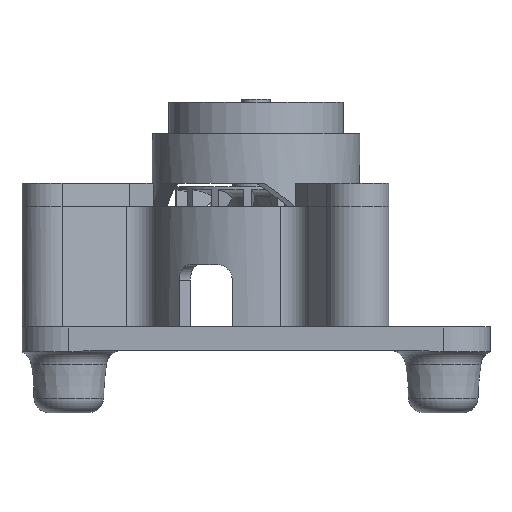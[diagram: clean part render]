
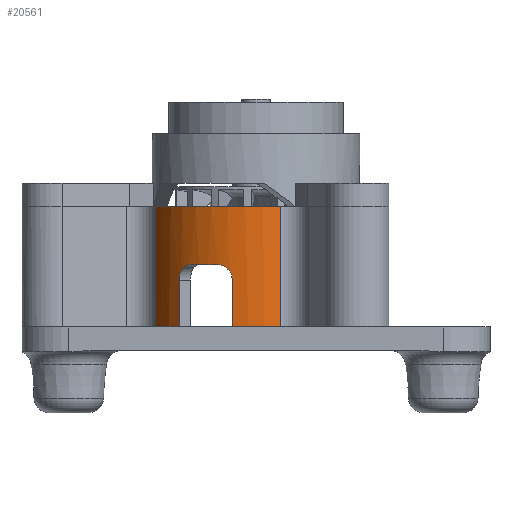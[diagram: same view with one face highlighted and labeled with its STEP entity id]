
A CAD part, left-side view. The second image highlights one B-rep face of the part: STEP entity #20561.
In plain terms, the highlighted cylindrical face has radius 6.75 mm (diameter 13.5 mm), a partial arc.
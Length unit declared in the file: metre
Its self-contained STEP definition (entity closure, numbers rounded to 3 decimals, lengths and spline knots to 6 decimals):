
#1236=LINE('',#38824,#2324);
#1237=LINE('',#38826,#2325);
#1238=LINE('',#38830,#2326);
#1239=LINE('',#38831,#2327);
#2324=VECTOR('',#27138,1.);
#2325=VECTOR('',#27139,1.);
#2326=VECTOR('',#27142,1.);
#2327=VECTOR('',#27143,1.);
#3080=CYLINDRICAL_SURFACE('',#22540,0.00675);
#3910=B_SPLINE_CURVE_WITH_KNOTS('',3,(#38833,#38834,#38835,#38836,#38837),
 .UNSPECIFIED.,.F.,.F.,(4,1,4),(0.,0.5,1.),.UNSPECIFIED.);
#3911=B_SPLINE_CURVE_WITH_KNOTS('',3,(#38841,#38842,#38843,#38844,#38845),
 .UNSPECIFIED.,.F.,.F.,(4,1,4),(0.,0.5,1.),.UNSPECIFIED.);
#9256=ORIENTED_EDGE('',*,*,#13159,.F.);
#9257=ORIENTED_EDGE('',*,*,#13139,.T.);
#9258=ORIENTED_EDGE('',*,*,#13160,.T.);
#9259=ORIENTED_EDGE('',*,*,#13161,.F.);
#9260=ORIENTED_EDGE('',*,*,#13162,.T.);
#9261=ORIENTED_EDGE('',*,*,#13073,.T.);
#9262=ORIENTED_EDGE('',*,*,#13163,.T.);
#9263=ORIENTED_EDGE('',*,*,#13164,.T.);
#9264=ORIENTED_EDGE('',*,*,#13165,.F.);
#9265=ORIENTED_EDGE('',*,*,#13166,.F.);
#13073=EDGE_CURVE('',#15459,#15458,#16923,.T.);
#13139=EDGE_CURVE('',#15524,#15523,#16965,.T.);
#13159=EDGE_CURVE('',#15524,#15533,#1236,.T.);
#13160=EDGE_CURVE('',#15523,#15534,#1237,.F.);
#13161=EDGE_CURVE('',#15535,#15534,#16969,.T.);
#13162=EDGE_CURVE('',#15535,#15459,#1238,.T.);
#13163=EDGE_CURVE('',#15458,#15536,#1239,.T.);
#13164=EDGE_CURVE('',#15536,#15537,#3910,.T.);
#13165=EDGE_CURVE('',#15538,#15537,#16970,.T.);
#13166=EDGE_CURVE('',#15533,#15538,#3911,.T.);
#15458=VERTEX_POINT('',#38646);
#15459=VERTEX_POINT('',#38648);
#15523=VERTEX_POINT('',#38777);
#15524=VERTEX_POINT('',#38779);
#15533=VERTEX_POINT('',#38825);
#15534=VERTEX_POINT('',#38827);
#15535=VERTEX_POINT('',#38829);
#15536=VERTEX_POINT('',#38832);
#15537=VERTEX_POINT('',#38838);
#15538=VERTEX_POINT('',#38840);
#16923=CIRCLE('',#22489,0.00675);
#16965=CIRCLE('',#22531,0.00675);
#16969=CIRCLE('',#22541,0.00675);
#16970=CIRCLE('',#22542,0.00675);
#18080=EDGE_LOOP('',(#9256,#9257,#9258,#9259,#9260,#9261,#9262,#9263,#9264,
#9265));
#19268=FACE_BOUND('',#18080,.T.);
#20561=ADVANCED_FACE('',(#19268),#3080,.T.);
#22489=AXIS2_PLACEMENT_3D('',#38647,#26997,#26998);
#22531=AXIS2_PLACEMENT_3D('',#38778,#27105,#27106);
#22540=AXIS2_PLACEMENT_3D('',#38823,#27136,#27137);
#22541=AXIS2_PLACEMENT_3D('',#38828,#27140,#27141);
#22542=AXIS2_PLACEMENT_3D('',#38839,#27144,#27145);
#26997=DIRECTION('',(0.,0.,1.));
#26998=DIRECTION('',(1.,0.,0.));
#27105=DIRECTION('',(0.,0.,1.));
#27106=DIRECTION('',(1.,0.,0.));
#27136=DIRECTION('',(0.,0.,-1.));
#27137=DIRECTION('',(-1.,0.,0.));
#27138=DIRECTION('',(0.,0.,1.));
#27139=DIRECTION('',(0.,0.,-1.));
#27140=DIRECTION('',(0.,0.,1.));
#27141=DIRECTION('',(1.,0.,0.));
#27142=DIRECTION('',(0.,0.,-1.));
#27143=DIRECTION('',(0.,0.,1.));
#27144=DIRECTION('',(0.,0.,-1.));
#27145=DIRECTION('',(-1.,0.,0.));
#38646=CARTESIAN_POINT('',(-0.004606,0.004935,0.0015));
#38647=CARTESIAN_POINT('',(0.,0.,0.0015));
#38648=CARTESIAN_POINT('',(-0.001927,0.006469,0.0015));
#38777=CARTESIAN_POINT('',(-0.006566,-0.001565,0.0015));
#38778=CARTESIAN_POINT('',(0.,0.,0.0015));
#38779=CARTESIAN_POINT('',(-0.006576,0.001521,0.0015));
#38823=CARTESIAN_POINT('',(0.,0.,0.0015));
#38824=CARTESIAN_POINT('',(-0.006576,0.001521,0.0035));
#38825=CARTESIAN_POINT('',(-0.006576,0.001521,0.0045));
#38826=CARTESIAN_POINT('',(-0.006566,-0.001565,0.0015));
#38827=CARTESIAN_POINT('',(-0.006566,-0.001565,0.0092));
#38828=CARTESIAN_POINT('',(0.,0.,0.0092));
#38829=CARTESIAN_POINT('',(-0.001927,0.006469,0.0092));
#38830=CARTESIAN_POINT('',(-0.001927,0.006469,0.0015));
#38831=CARTESIAN_POINT('',(-0.004606,0.004935,0.0035));
#38832=CARTESIAN_POINT('',(-0.004606,0.004935,0.0045));
#38833=CARTESIAN_POINT('',(-0.004606,0.004935,0.0045));
#38834=CARTESIAN_POINT('',(-0.004606,0.004935,0.004765));
#38835=CARTESIAN_POINT('',(-0.004769,0.004789,0.005282));
#38836=CARTESIAN_POINT('',(-0.005118,0.004409,0.0055));
#38837=CARTESIAN_POINT('',(-0.005283,0.004201,0.0055));
#38838=CARTESIAN_POINT('',(-0.005283,0.004201,0.0055));
#38839=CARTESIAN_POINT('',(0.,0.,0.0055));
#38840=CARTESIAN_POINT('',(-0.00628,0.002475,0.0055));
#38841=CARTESIAN_POINT('',(-0.006576,0.001521,0.0045));
#38842=CARTESIAN_POINT('',(-0.006576,0.001521,0.004765));
#38843=CARTESIAN_POINT('',(-0.006532,0.001735,0.005282));
#38844=CARTESIAN_POINT('',(-0.006377,0.002228,0.0055));
#38845=CARTESIAN_POINT('',(-0.00628,0.002475,0.0055));
